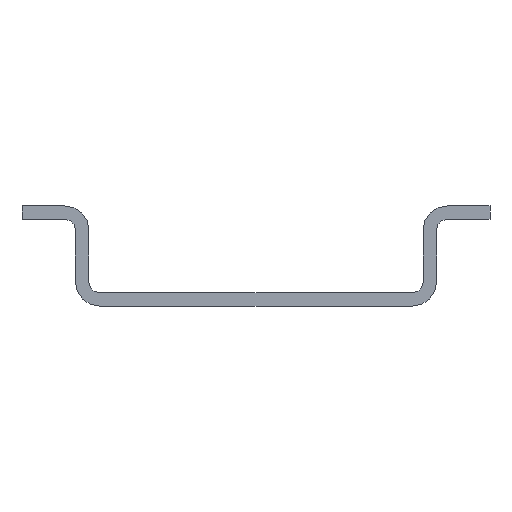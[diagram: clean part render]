
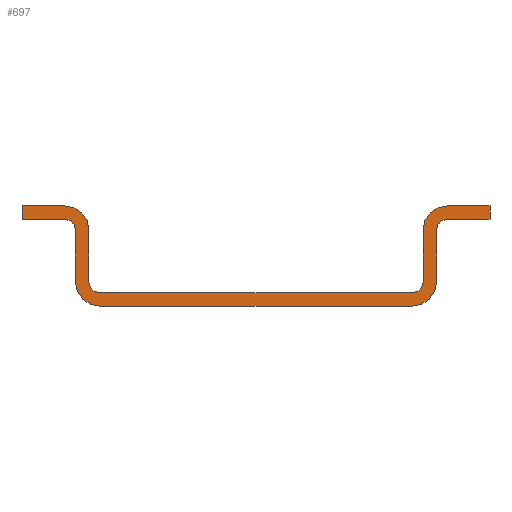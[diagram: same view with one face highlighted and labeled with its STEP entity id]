
A CAD part, left-side view. The second image highlights one B-rep face of the part: STEP entity #697.
In plain terms, the highlighted planar face has unit normal (-1, 0, 0).
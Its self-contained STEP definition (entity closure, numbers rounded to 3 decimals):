
#39=AXIS2_PLACEMENT_3D('Circle Axis2P3D',#37,#38,$) ;
#110=AXIS2_PLACEMENT_3D('Circle Axis2P3D',#108,#109,$) ;
#172=AXIS2_PLACEMENT_3D('Circle Axis2P3D',#170,#171,$) ;
#234=AXIS2_PLACEMENT_3D('Circle Axis2P3D',#232,#233,$) ;
#358=AXIS2_PLACEMENT_3D('Circle Axis2P3D',#356,#357,$) ;
#420=AXIS2_PLACEMENT_3D('Circle Axis2P3D',#418,#419,$) ;
#482=AXIS2_PLACEMENT_3D('Circle Axis2P3D',#480,#481,$) ;
#544=AXIS2_PLACEMENT_3D('Circle Axis2P3D',#542,#543,$) ;
#673=AXIS2_PLACEMENT_3D('Plane Axis2P3D',#670,#671,#672) ;
#37=CARTESIAN_POINT('Axis2P3D Location',(0.,31.8,5.7)) ;
#41=CARTESIAN_POINT('Vertex',(0.,31.8,7.5)) ;
#43=CARTESIAN_POINT('Vertex',(0.,30.,5.7)) ;
#77=CARTESIAN_POINT('Line Origine',(0.,30.,3.75)) ;
#81=CARTESIAN_POINT('Vertex',(0.,30.,1.8)) ;
#108=CARTESIAN_POINT('Axis2P3D Location',(0.,29.2,1.8)) ;
#112=CARTESIAN_POINT('Vertex',(0.,29.2,1.)) ;
#139=CARTESIAN_POINT('Line Origine',(0.,17.5,1.)) ;
#143=CARTESIAN_POINT('Vertex',(0.,5.8,1.)) ;
#170=CARTESIAN_POINT('Axis2P3D Location',(0.,5.8,1.8)) ;
#174=CARTESIAN_POINT('Vertex',(0.,5.,1.8)) ;
#201=CARTESIAN_POINT('Line Origine',(0.,5.,3.75)) ;
#205=CARTESIAN_POINT('Vertex',(0.,5.,5.7)) ;
#232=CARTESIAN_POINT('Axis2P3D Location',(0.,3.2,5.7)) ;
#236=CARTESIAN_POINT('Vertex',(0.,3.2,7.5)) ;
#263=CARTESIAN_POINT('Line Origine',(0.,1.6,7.5)) ;
#267=CARTESIAN_POINT('Vertex',(0.,0.,7.5)) ;
#294=CARTESIAN_POINT('Line Origine',(0.,0.,7.)) ;
#298=CARTESIAN_POINT('Vertex',(0.,0.,6.5)) ;
#325=CARTESIAN_POINT('Line Origine',(0.,1.6,6.5)) ;
#329=CARTESIAN_POINT('Vertex',(0.,3.2,6.5)) ;
#356=CARTESIAN_POINT('Axis2P3D Location',(0.,3.2,5.7)) ;
#360=CARTESIAN_POINT('Vertex',(0.,4.,5.7)) ;
#387=CARTESIAN_POINT('Line Origine',(0.,4.,3.75)) ;
#391=CARTESIAN_POINT('Vertex',(0.,4.,1.8)) ;
#418=CARTESIAN_POINT('Axis2P3D Location',(0.,5.8,1.8)) ;
#422=CARTESIAN_POINT('Vertex',(0.,5.8,0.)) ;
#449=CARTESIAN_POINT('Line Origine',(0.,17.5,0.)) ;
#453=CARTESIAN_POINT('Vertex',(0.,29.2,0.)) ;
#480=CARTESIAN_POINT('Axis2P3D Location',(0.,29.2,1.8)) ;
#484=CARTESIAN_POINT('Vertex',(0.,31.,1.8)) ;
#511=CARTESIAN_POINT('Line Origine',(0.,31.,3.75)) ;
#515=CARTESIAN_POINT('Vertex',(0.,31.,5.7)) ;
#542=CARTESIAN_POINT('Axis2P3D Location',(0.,31.8,5.7)) ;
#546=CARTESIAN_POINT('Vertex',(0.,31.8,6.5)) ;
#568=CARTESIAN_POINT('Line Origine',(0.,33.4,6.5)) ;
#572=CARTESIAN_POINT('Vertex',(0.,35.,6.5)) ;
#599=CARTESIAN_POINT('Line Origine',(0.,35.,7.)) ;
#603=CARTESIAN_POINT('Vertex',(0.,35.,7.5)) ;
#625=CARTESIAN_POINT('Line Origine',(0.,33.4,7.5)) ;
#670=CARTESIAN_POINT('Axis2P3D Location',(0.,17.5,7.5)) ;
#38=DIRECTION('Axis2P3D Direction',(1.,0.,0.)) ;
#78=DIRECTION('Vector Direction',(0.,0.,1.)) ;
#109=DIRECTION('Axis2P3D Direction',(1.,0.,0.)) ;
#140=DIRECTION('Vector Direction',(0.,-1.,0.)) ;
#171=DIRECTION('Axis2P3D Direction',(1.,0.,0.)) ;
#202=DIRECTION('Vector Direction',(0.,0.,1.)) ;
#233=DIRECTION('Axis2P3D Direction',(1.,0.,0.)) ;
#264=DIRECTION('Vector Direction',(0.,-1.,0.)) ;
#295=DIRECTION('Vector Direction',(0.,0.,1.)) ;
#326=DIRECTION('Vector Direction',(0.,-1.,0.)) ;
#357=DIRECTION('Axis2P3D Direction',(1.,0.,0.)) ;
#388=DIRECTION('Vector Direction',(0.,0.,1.)) ;
#419=DIRECTION('Axis2P3D Direction',(1.,0.,0.)) ;
#450=DIRECTION('Vector Direction',(0.,-1.,0.)) ;
#481=DIRECTION('Axis2P3D Direction',(1.,0.,0.)) ;
#512=DIRECTION('Vector Direction',(0.,0.,1.)) ;
#543=DIRECTION('Axis2P3D Direction',(1.,0.,0.)) ;
#569=DIRECTION('Vector Direction',(0.,1.,0.)) ;
#600=DIRECTION('Vector Direction',(0.,0.,1.)) ;
#626=DIRECTION('Vector Direction',(0.,1.,0.)) ;
#671=DIRECTION('Axis2P3D Direction',(1.,0.,0.)) ;
#672=DIRECTION('Axis2P3D XDirection',(0.,1.,0.)) ;
#79=VECTOR('Line Direction',#78,1.) ;
#141=VECTOR('Line Direction',#140,1.) ;
#203=VECTOR('Line Direction',#202,1.) ;
#265=VECTOR('Line Direction',#264,1.) ;
#296=VECTOR('Line Direction',#295,1.) ;
#327=VECTOR('Line Direction',#326,1.) ;
#389=VECTOR('Line Direction',#388,1.) ;
#451=VECTOR('Line Direction',#450,1.) ;
#513=VECTOR('Line Direction',#512,1.) ;
#570=VECTOR('Line Direction',#569,1.) ;
#601=VECTOR('Line Direction',#600,1.) ;
#627=VECTOR('Line Direction',#626,1.) ;
#676=ORIENTED_EDGE('',*,*,#629,.F.) ;
#677=ORIENTED_EDGE('',*,*,#605,.F.) ;
#678=ORIENTED_EDGE('',*,*,#574,.F.) ;
#679=ORIENTED_EDGE('',*,*,#548,.F.) ;
#680=ORIENTED_EDGE('',*,*,#517,.F.) ;
#681=ORIENTED_EDGE('',*,*,#486,.F.) ;
#682=ORIENTED_EDGE('',*,*,#455,.F.) ;
#683=ORIENTED_EDGE('',*,*,#424,.F.) ;
#684=ORIENTED_EDGE('',*,*,#393,.F.) ;
#685=ORIENTED_EDGE('',*,*,#362,.F.) ;
#686=ORIENTED_EDGE('',*,*,#331,.F.) ;
#687=ORIENTED_EDGE('',*,*,#300,.F.) ;
#688=ORIENTED_EDGE('',*,*,#269,.F.) ;
#689=ORIENTED_EDGE('',*,*,#238,.F.) ;
#690=ORIENTED_EDGE('',*,*,#207,.F.) ;
#691=ORIENTED_EDGE('',*,*,#176,.F.) ;
#692=ORIENTED_EDGE('',*,*,#145,.F.) ;
#693=ORIENTED_EDGE('',*,*,#114,.F.) ;
#694=ORIENTED_EDGE('',*,*,#83,.F.) ;
#695=ORIENTED_EDGE('',*,*,#45,.F.) ;
#697=ADVANCED_FACE('TS 35X7.5 ',(#696),#674,.F.) ;
#40=CIRCLE('generated circle',#39,1.8) ;
#111=CIRCLE('generated circle',#110,0.8) ;
#173=CIRCLE('generated circle',#172,0.8) ;
#235=CIRCLE('generated circle',#234,1.8) ;
#359=CIRCLE('generated circle',#358,0.8) ;
#421=CIRCLE('generated circle',#420,1.8) ;
#483=CIRCLE('generated circle',#482,1.8) ;
#545=CIRCLE('generated circle',#544,0.8) ;
#45=EDGE_CURVE('',#42,#44,#40,.T.) ;
#83=EDGE_CURVE('',#44,#82,#80,.F.) ;
#114=EDGE_CURVE('',#82,#113,#111,.F.) ;
#145=EDGE_CURVE('',#113,#144,#142,.T.) ;
#176=EDGE_CURVE('',#144,#175,#173,.F.) ;
#207=EDGE_CURVE('',#175,#206,#204,.T.) ;
#238=EDGE_CURVE('',#206,#237,#235,.T.) ;
#269=EDGE_CURVE('',#237,#268,#266,.T.) ;
#300=EDGE_CURVE('',#268,#299,#297,.F.) ;
#331=EDGE_CURVE('',#299,#330,#328,.F.) ;
#362=EDGE_CURVE('',#330,#361,#359,.F.) ;
#393=EDGE_CURVE('',#361,#392,#390,.F.) ;
#424=EDGE_CURVE('',#392,#423,#421,.T.) ;
#455=EDGE_CURVE('',#423,#454,#452,.F.) ;
#486=EDGE_CURVE('',#454,#485,#483,.T.) ;
#517=EDGE_CURVE('',#485,#516,#514,.T.) ;
#548=EDGE_CURVE('',#516,#547,#545,.F.) ;
#574=EDGE_CURVE('',#547,#573,#571,.T.) ;
#605=EDGE_CURVE('',#573,#604,#602,.T.) ;
#629=EDGE_CURVE('',#604,#42,#628,.F.) ;
#675=EDGE_LOOP('',(#676,#677,#678,#679,#680,#681,#682,#683,#684,#685,#686,#687,#688,#689,#690,#691,#692,#693,#694,#695)) ;
#696=FACE_OUTER_BOUND('',#675,.T.) ;
#80=LINE('Line',#77,#79) ;
#142=LINE('Line',#139,#141) ;
#204=LINE('Line',#201,#203) ;
#266=LINE('Line',#263,#265) ;
#297=LINE('Line',#294,#296) ;
#328=LINE('Line',#325,#327) ;
#390=LINE('Line',#387,#389) ;
#452=LINE('Line',#449,#451) ;
#514=LINE('Line',#511,#513) ;
#571=LINE('Line',#568,#570) ;
#602=LINE('Line',#599,#601) ;
#628=LINE('Line',#625,#627) ;
#674=PLANE('',#673) ;
#42=VERTEX_POINT('',#41) ;
#44=VERTEX_POINT('',#43) ;
#82=VERTEX_POINT('',#81) ;
#113=VERTEX_POINT('',#112) ;
#144=VERTEX_POINT('',#143) ;
#175=VERTEX_POINT('',#174) ;
#206=VERTEX_POINT('',#205) ;
#237=VERTEX_POINT('',#236) ;
#268=VERTEX_POINT('',#267) ;
#299=VERTEX_POINT('',#298) ;
#330=VERTEX_POINT('',#329) ;
#361=VERTEX_POINT('',#360) ;
#392=VERTEX_POINT('',#391) ;
#423=VERTEX_POINT('',#422) ;
#454=VERTEX_POINT('',#453) ;
#485=VERTEX_POINT('',#484) ;
#516=VERTEX_POINT('',#515) ;
#547=VERTEX_POINT('',#546) ;
#573=VERTEX_POINT('',#572) ;
#604=VERTEX_POINT('',#603) ;
